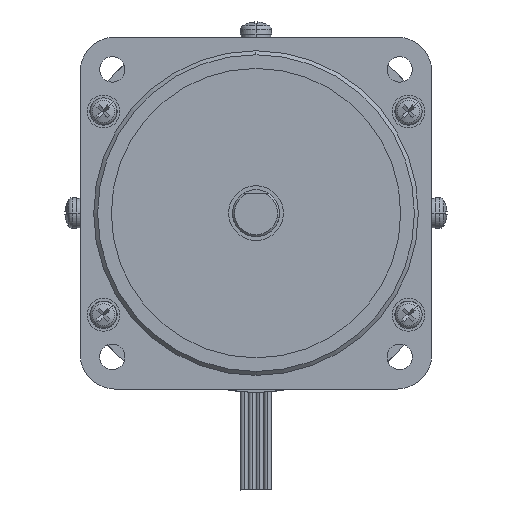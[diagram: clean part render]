
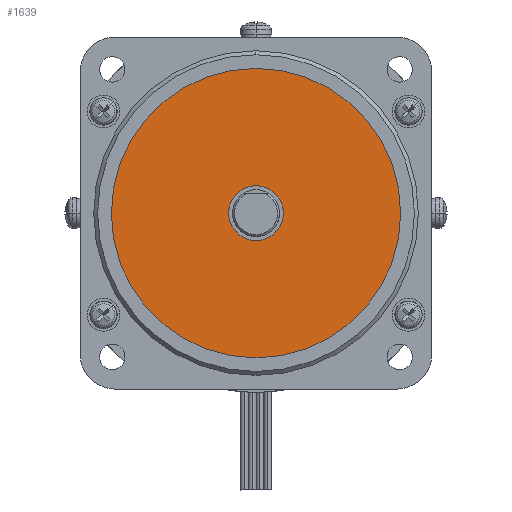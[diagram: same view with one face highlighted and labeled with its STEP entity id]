
A CAD part, left-side view. The second image highlights one B-rep face of the part: STEP entity #1639.
In plain terms, the highlighted planar face has unit normal (-1, 0, 0).
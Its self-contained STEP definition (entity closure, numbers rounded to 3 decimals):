
#199=CARTESIAN_POINT('POINT19282',(0.,
   0.,7.));
#200=VERTEX_POINT('VERTEX19282',#199);
#208=CARTESIAN_POINT('POINT19283',(0.,
   0.,-7.));
#209=VERTEX_POINT('VERTEX19283',#208);
#216=CARTESIAN_POINT('POS26768',(0.,0.,0.));
#217=DIRECTION('DIR40295',(1.,0.,0.));
#218=DIRECTION('DIR40296',(0.,0.,1.));
#219=AXIS2_PLACEMENT_3D('AXIS13528',#216,#217,#218);
#220=CIRCLE('ELLIPSE5948',#219,7.);
#221=EDGE_CURVE('EDGE30952',#200,#209,#220,.T.);
#232=EDGE_CURVE('EDGE30953',#209,#200,#220,.T.);
#1615=ORIENTED_EDGE('COEDGE62093',*,*,#232,.T.);
#1616=ORIENTED_EDGE('COEDGE62094',*,*,#221,.T.);
#1617=EDGE_LOOP('NONE',(#1615,#1616));
#1618=FACE_BOUND('LOOP1',#1617,.T.);
#1619=CARTESIAN_POINT('POINT19360',(0.,0.,
   37.));
#1620=VERTEX_POINT('VERTEX19360',#1619);
#1621=CARTESIAN_POINT('POINT19361',(0.,
   0.,-37.));
#1622=VERTEX_POINT('VERTEX19361',#1621);
#1623=CARTESIAN_POINT('POS26866',(0.,0.,0.));
#1624=DIRECTION('DIR40427',(1.,0.,0.));
#1625=DIRECTION('DIR40428',(0.,0.,1.));
#1626=AXIS2_PLACEMENT_3D('AXIS13562',#1623,#1624,#1625);
#1627=CIRCLE('ELLIPSE5949',#1626,37.);
#1628=EDGE_CURVE('EDGE31074',#1620,#1622,#1627,.T.);
#1629=ORIENTED_EDGE('COEDGE62095',*,*,#1628,.F.);
#1630=EDGE_CURVE('EDGE31075',#1622,#1620,#1627,.T.);
#1631=ORIENTED_EDGE('COEDGE62096',*,*,#1630,.F.);
#1632=EDGE_LOOP('NONE',(#1629,#1631));
#1633=FACE_BOUND('LOOP1',#1632,.T.);
#1634=CARTESIAN_POINT('POS26867',(0.,0.,0.));
#1635=DIRECTION('DIR40429',(1.,0.,0.));
#1636=DIRECTION('DIR40430',(0.,1.,0.));
#1637=AXIS2_PLACEMENT_3D('AXIS13563',#1634,#1635,#1636);
#1638=PLANE('PLANE5250',#1637);
#1639=ADVANCED_FACE('FACE12748',(#1618,#1633),#1638,.F.);
